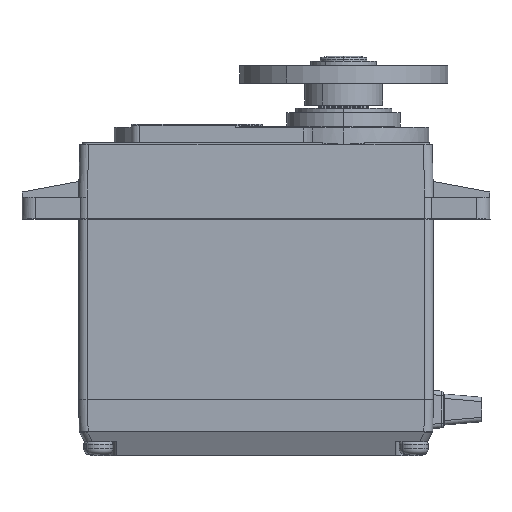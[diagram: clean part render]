
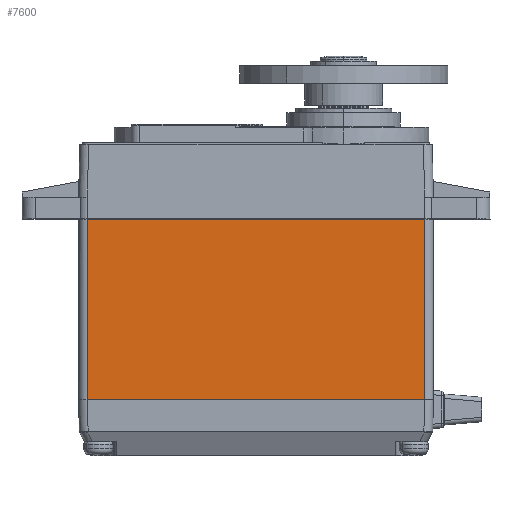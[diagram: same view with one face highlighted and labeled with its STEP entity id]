
A CAD part, top view. The second image highlights one B-rep face of the part: STEP entity #7600.
In plain terms, the highlighted planar face has unit normal (0, 0, 1).
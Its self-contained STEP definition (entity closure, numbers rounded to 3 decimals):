
#704 = LINE ( 'NONE', #12571, #13696 ) ;
#871 = PLANE ( 'NONE',  #15377 ) ;
#1002 = VERTEX_POINT ( 'NONE', #1602 ) ;
#1602 = CARTESIAN_POINT ( 'NONE',  ( -19.25, 6.4, 9.8 ) ) ;
#2900 = CARTESIAN_POINT ( 'NONE',  ( 19.25, 27., 9.8 ) ) ;
#2906 = VECTOR ( 'NONE', #17891, 1000. ) ;
#3125 = ORIENTED_EDGE ( 'NONE', *, *, #18442, .F. ) ;
#4774 = FACE_OUTER_BOUND ( 'NONE', #24061, .T. ) ;
#5850 = ORIENTED_EDGE ( 'NONE', *, *, #23599, .T. ) ;
#7600 = ADVANCED_FACE ( 'NONE', ( #4774 ), #871, .F. ) ;
#8389 = LINE ( 'NONE', #12206, #16035 ) ;
#8458 = DIRECTION ( 'NONE',  ( 0., -1., 0. ) ) ;
#9852 = DIRECTION ( 'NONE',  ( -1., 0., 0. ) ) ;
#11449 = VERTEX_POINT ( 'NONE', #19740 ) ;
#11786 = DIRECTION ( 'NONE',  ( 0., 0., -1. ) ) ;
#12206 = CARTESIAN_POINT ( 'NONE',  ( 20.25, 26.99, 9.8 ) ) ;
#12423 = LINE ( 'NONE', #14829, #13729 ) ;
#12571 = CARTESIAN_POINT ( 'NONE',  ( -19.25, 27., 9.8 ) ) ;
#13696 = VECTOR ( 'NONE', #8458, 1000. ) ;
#13729 = VECTOR ( 'NONE', #25450, 1000. ) ;
#13902 = DIRECTION ( 'NONE',  ( -1., 0., 0. ) ) ;
#14829 = CARTESIAN_POINT ( 'NONE',  ( -20.25, 6.4, 9.8 ) ) ;
#15377 = AXIS2_PLACEMENT_3D ( 'NONE', #24518, #11786, #13902 ) ;
#15837 = VERTEX_POINT ( 'NONE', #24554 ) ;
#16035 = VECTOR ( 'NONE', #9852, 1000. ) ;
#17891 = DIRECTION ( 'NONE',  ( 0., 1., 0. ) ) ;
#18410 = ORIENTED_EDGE ( 'NONE', *, *, #26839, .T. ) ;
#18442 = EDGE_CURVE ( 'NONE', #15837, #1002, #12423, .T. ) ;
#19740 = CARTESIAN_POINT ( 'NONE',  ( 19.25, 26.99, 9.8 ) ) ;
#23134 = VERTEX_POINT ( 'NONE', #23730 ) ;
#23471 = EDGE_CURVE ( 'NONE', #11449, #23134, #8389, .T. ) ;
#23599 = EDGE_CURVE ( 'NONE', #23134, #1002, #704, .T. ) ;
#23730 = CARTESIAN_POINT ( 'NONE',  ( -19.25, 26.99, 9.8 ) ) ;
#24061 = EDGE_LOOP ( 'NONE', ( #18410, #25746, #5850, #3125 ) ) ;
#24518 = CARTESIAN_POINT ( 'NONE',  ( -20.25, 27., 9.8 ) ) ;
#24554 = CARTESIAN_POINT ( 'NONE',  ( 19.25, 6.4, 9.8 ) ) ;
#24583 = LINE ( 'NONE', #2900, #2906 ) ;
#25450 = DIRECTION ( 'NONE',  ( -1., 0., 0. ) ) ;
#25746 = ORIENTED_EDGE ( 'NONE', *, *, #23471, .T. ) ;
#26839 = EDGE_CURVE ( 'NONE', #15837, #11449, #24583, .T. ) ;
